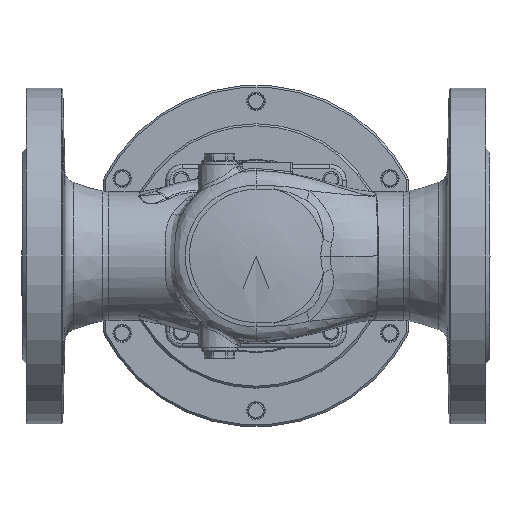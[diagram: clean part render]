
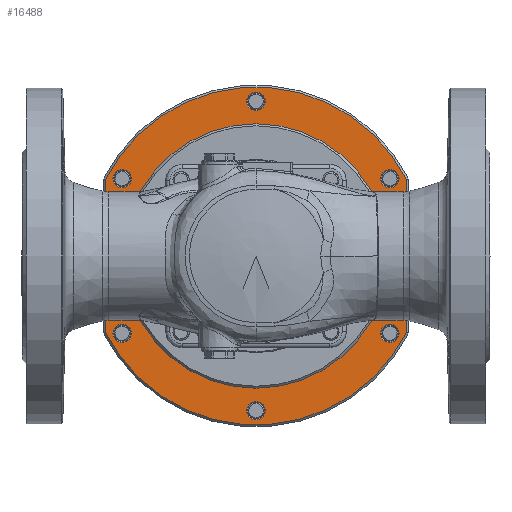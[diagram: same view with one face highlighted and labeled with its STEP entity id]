
A CAD part, front view. The second image highlights one B-rep face of the part: STEP entity #16488.
In plain terms, the highlighted planar face has unit normal (0, -1, 0).
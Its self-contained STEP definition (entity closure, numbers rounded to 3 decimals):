
#331=FACE_BOUND('',#5436,.T.);
#332=FACE_BOUND('',#5437,.T.);
#333=FACE_BOUND('',#5438,.T.);
#334=FACE_BOUND('',#5439,.T.);
#335=FACE_BOUND('',#5440,.T.);
#336=FACE_BOUND('',#5441,.T.);
#337=FACE_BOUND('',#5442,.T.);
#727=PLANE('',#18099);
#1567=LINE('',#47799,#2305);
#1568=LINE('',#47802,#2306);
#2305=VECTOR('',#21925,10.);
#2306=VECTOR('',#21928,10.);
#3366=CIRCLE('',#18098,4.5);
#3367=CIRCLE('',#18100,83.);
#3368=CIRCLE('',#18101,83.);
#3369=CIRCLE('',#18102,4.5);
#3370=CIRCLE('',#18103,4.5);
#3371=CIRCLE('',#18104,4.5);
#3372=CIRCLE('',#18105,65.);
#3373=CIRCLE('',#18106,4.5);
#3374=CIRCLE('',#18107,4.5);
#4343=FACE_OUTER_BOUND('',#5435,.T.);
#5435=EDGE_LOOP('',(#14966,#14967,#14968,#14969));
#5436=EDGE_LOOP('',(#14970));
#5437=EDGE_LOOP('',(#14971));
#5438=EDGE_LOOP('',(#14972));
#5439=EDGE_LOOP('',(#14973));
#5440=EDGE_LOOP('',(#14974));
#5441=EDGE_LOOP('',(#14975));
#5442=EDGE_LOOP('',(#14976));
#7693=VERTEX_POINT('',#47791);
#7694=VERTEX_POINT('',#47795);
#7695=VERTEX_POINT('',#47796);
#7696=VERTEX_POINT('',#47798);
#7697=VERTEX_POINT('',#47800);
#7698=VERTEX_POINT('',#47803);
#7699=VERTEX_POINT('',#47805);
#7700=VERTEX_POINT('',#47807);
#7701=VERTEX_POINT('',#47809);
#7702=VERTEX_POINT('',#47811);
#7703=VERTEX_POINT('',#47813);
#10138=EDGE_CURVE('',#7693,#7693,#3366,.T.);
#10139=EDGE_CURVE('',#7694,#7695,#3367,.T.);
#10140=EDGE_CURVE('',#7696,#7694,#1567,.T.);
#10141=EDGE_CURVE('',#7697,#7696,#3368,.T.);
#10142=EDGE_CURVE('',#7695,#7697,#1568,.T.);
#10143=EDGE_CURVE('',#7698,#7698,#3369,.T.);
#10144=EDGE_CURVE('',#7699,#7699,#3370,.T.);
#10145=EDGE_CURVE('',#7700,#7700,#3371,.T.);
#10146=EDGE_CURVE('',#7701,#7701,#3372,.T.);
#10147=EDGE_CURVE('',#7702,#7702,#3373,.T.);
#10148=EDGE_CURVE('',#7703,#7703,#3374,.T.);
#14966=ORIENTED_EDGE('',*,*,#10139,.F.);
#14967=ORIENTED_EDGE('',*,*,#10140,.F.);
#14968=ORIENTED_EDGE('',*,*,#10141,.F.);
#14969=ORIENTED_EDGE('',*,*,#10142,.F.);
#14970=ORIENTED_EDGE('',*,*,#10143,.F.);
#14971=ORIENTED_EDGE('',*,*,#10144,.F.);
#14972=ORIENTED_EDGE('',*,*,#10145,.F.);
#14973=ORIENTED_EDGE('',*,*,#10146,.F.);
#14974=ORIENTED_EDGE('',*,*,#10147,.F.);
#14975=ORIENTED_EDGE('',*,*,#10148,.F.);
#14976=ORIENTED_EDGE('',*,*,#10138,.F.);
#16488=ADVANCED_FACE('',(#4343,#331,#332,#333,#334,#335,#336,#337),#727,
 .F.);
#18098=AXIS2_PLACEMENT_3D('',#47793,#21919,#21920);
#18099=AXIS2_PLACEMENT_3D('',#47794,#21921,#21922);
#18100=AXIS2_PLACEMENT_3D('',#47797,#21923,#21924);
#18101=AXIS2_PLACEMENT_3D('',#47801,#21926,#21927);
#18102=AXIS2_PLACEMENT_3D('',#47804,#21929,#21930);
#18103=AXIS2_PLACEMENT_3D('',#47806,#21931,#21932);
#18104=AXIS2_PLACEMENT_3D('',#47808,#21933,#21934);
#18105=AXIS2_PLACEMENT_3D('',#47810,#21935,#21936);
#18106=AXIS2_PLACEMENT_3D('',#47812,#21937,#21938);
#18107=AXIS2_PLACEMENT_3D('',#47814,#21939,#21940);
#21919=DIRECTION('center_axis',(0.,-1.,0.));
#21920=DIRECTION('ref_axis',(0.,0.,
-1.));
#21921=DIRECTION('center_axis',(0.,1.,0.));
#21922=DIRECTION('ref_axis',(-1.,0.,0.));
#21923=DIRECTION('center_axis',(0.,1.,0.));
#21924=DIRECTION('ref_axis',(0.,0.,
1.));
#21925=DIRECTION('',(0.,0.,1.));
#21926=DIRECTION('center_axis',(0.,1.,0.));
#21927=DIRECTION('ref_axis',(0.,0.,
-1.));
#21928=DIRECTION('',(0.,0.,-1.));
#21929=DIRECTION('center_axis',(0.,-1.,0.));
#21930=DIRECTION('ref_axis',(0.,0.,
-1.));
#21931=DIRECTION('center_axis',(0.,-1.,0.));
#21932=DIRECTION('ref_axis',(0.,0.,
-1.));
#21933=DIRECTION('center_axis',(0.,-1.,0.));
#21934=DIRECTION('ref_axis',(0.,0.,
-1.));
#21935=DIRECTION('center_axis',(0.,-1.,0.));
#21936=DIRECTION('ref_axis',(0.,0.,
1.));
#21937=DIRECTION('center_axis',(0.,-1.,0.));
#21938=DIRECTION('ref_axis',(0.,0.,
-1.));
#21939=DIRECTION('center_axis',(0.,-1.,0.));
#21940=DIRECTION('ref_axis',(0.,0.,
-1.));
#47791=CARTESIAN_POINT('',(65.818,69.063,-33.5));
#47793=CARTESIAN_POINT('Origin',(65.818,69.063,-38.));
#47794=CARTESIAN_POINT('Origin',(0.,69.063,
-84.));
#47795=CARTESIAN_POINT('',(-74.,69.063,37.59));
#47796=CARTESIAN_POINT('',(74.,69.063,37.59));
#47797=CARTESIAN_POINT('Origin',(0.,69.063,
0.));
#47798=CARTESIAN_POINT('',(-74.,69.063,-37.59));
#47799=CARTESIAN_POINT('',(-74.,69.063,-41.786));
#47800=CARTESIAN_POINT('',(74.,69.063,-37.59));
#47801=CARTESIAN_POINT('Origin',(0.,69.063,
0.));
#47802=CARTESIAN_POINT('',(74.,69.063,-39.914));
#47803=CARTESIAN_POINT('',(65.818,69.063,42.5));
#47804=CARTESIAN_POINT('Origin',(65.818,69.063,38.));
#47805=CARTESIAN_POINT('',(-65.818,69.063,42.5));
#47806=CARTESIAN_POINT('Origin',(-65.818,69.063,38.));
#47807=CARTESIAN_POINT('',(0.,69.063,-71.5));
#47808=CARTESIAN_POINT('Origin',(0.,69.063,
-76.));
#47809=CARTESIAN_POINT('',(0.,69.063,65.));
#47810=CARTESIAN_POINT('Origin',(0.,69.063,
0.));
#47811=CARTESIAN_POINT('',(-65.818,69.063,-33.5));
#47812=CARTESIAN_POINT('Origin',(-65.818,69.063,-38.));
#47813=CARTESIAN_POINT('',(0.,69.063,80.5));
#47814=CARTESIAN_POINT('Origin',(0.,69.063,
76.));
